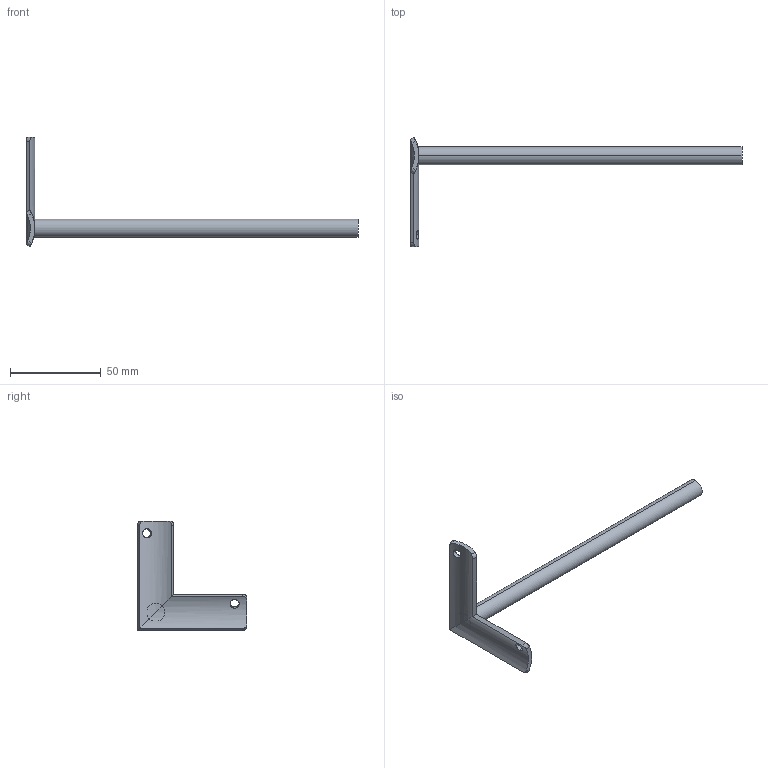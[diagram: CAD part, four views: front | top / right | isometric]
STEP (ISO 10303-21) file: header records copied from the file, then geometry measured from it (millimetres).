
FILE_DESCRIPTION (( 'STEP AP203' ), '1' );
FILE_NAME ('3D_GC2092_33.7_188685220.STEP', '2024-10-02T08:25:16', ( '' ), ( '' ), 'SwSTEP 2.0', 'SolidWorks 2024', '' );
FILE_SCHEMA (( 'CONFIG_CONTROL_DESIGN' ));
Length unit declared in the file: millimetre
Products named in the file (1): 3D_GC2092_33.7_188685220
Bounding box: 182.42 x 60 x 60 mm (x, y, z)
Volume: 18945.3 mm3; surface area: 10327.1 mm2
Topology: 2 solids, 2 shells, 22 faces, 50 edges, 32 vertices
Faces by surface type: cylinder 14, plane 8
Entity records: 1013 total; most frequent: CARTESIAN_POINT 463, ORIENTED_EDGE 100, DIRECTION 86, EDGE_CURVE 50, VERTEX_POINT 32, AXIS2_PLACEMENT_3D 31, EDGE_LOOP 26, LINE 24
